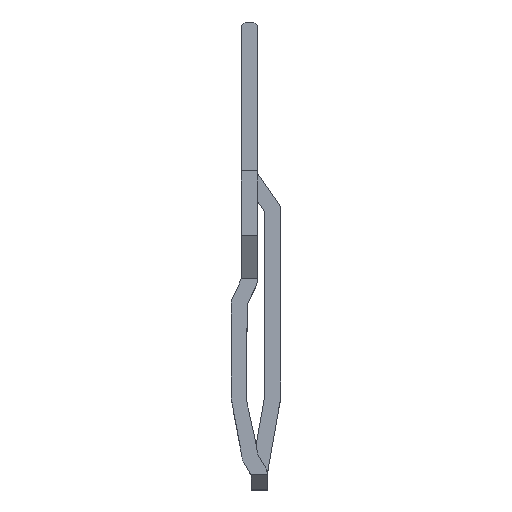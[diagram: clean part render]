
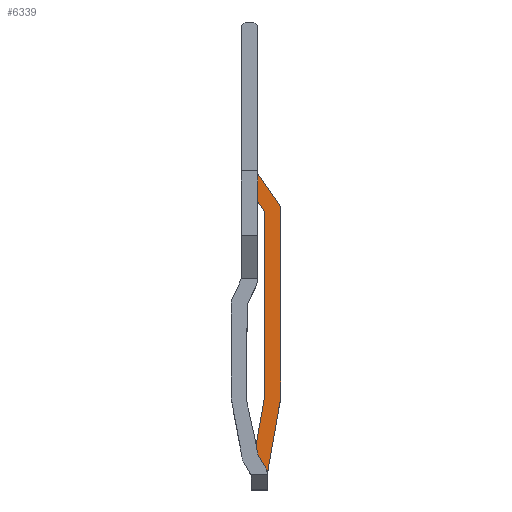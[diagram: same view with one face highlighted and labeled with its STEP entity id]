
A CAD part, top view. The second image highlights one B-rep face of the part: STEP entity #6339.
In plain terms, the highlighted planar face has unit normal (0, 0, 1).
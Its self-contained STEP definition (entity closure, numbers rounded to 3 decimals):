
#1701=DIRECTION('',(0.,1.,0.));
#1702=VECTOR('',#1701,14.86);
#1703=CARTESIAN_POINT('',(-7.525,-29.212,18.7));
#1704=LINE('',#1703,#1702);
#2203=DIRECTION('',(0.,1.,0.));
#2204=VECTOR('',#2203,2.266);
#2205=CARTESIAN_POINT('',(-5.65,-32.3,18.7));
#2206=LINE('',#2205,#2204);
#2210=DIRECTION('',(0.574,-0.819,0.));
#2211=VECTOR('',#2210,2.859);
#2212=CARTESIAN_POINT('',(-7.29,-29.958,18.7));
#2213=LINE('',#2212,#2211);
#2217=CARTESIAN_POINT('',(-6.225,-29.212,18.7));
#2218=DIRECTION('',(0.,0.,1.));
#2219=DIRECTION('',(-1.,0.,0.));
#2220=AXIS2_PLACEMENT_3D('',#2217,#2218,#2219);
#2225=CARTESIAN_POINT('',(-6.225,-14.352,18.7));
#2226=DIRECTION('',(0.,0.,1.));
#2227=DIRECTION('',(-0.985,0.174,0.));
#2228=AXIS2_PLACEMENT_3D('',#2225,#2226,#2227);
#2233=DIRECTION('',(-0.174,-0.985,0.));
#2234=VECTOR('',#2233,6.221);
#2235=CARTESIAN_POINT('',(-6.425,-8.,18.7));
#2236=LINE('',#2235,#2234);
#2240=CARTESIAN_POINT('',(-5.125,-8.,18.7));
#2241=DIRECTION('',(0.,0.,-1.));
#2242=DIRECTION('',(-0.866,-0.5,0.));
#2243=AXIS2_PLACEMENT_3D('',#2240,#2241,#2242);
#2248=DIRECTION('',(-0.5,0.866,0.));
#2249=VECTOR('',#2248,1.182);
#2250=CARTESIAN_POINT('',(-5.66,-9.674,18.7));
#2251=LINE('',#2250,#2249);
#2255=DIRECTION('',(-0.156,0.988,0.));
#2256=VECTOR('',#2255,0.785);
#2257=CARTESIAN_POINT('',(-5.537,-10.45,18.7));
#2258=LINE('',#2257,#2256);
#2262=DIRECTION('',(0.174,0.985,0.));
#2263=VECTOR('',#2262,3.963);
#2264=CARTESIAN_POINT('',(-6.225,-14.352,18.7));
#2265=LINE('',#2264,#2263);
#2269=DIRECTION('',(0.,1.,0.));
#2270=VECTOR('',#2269,14.86);
#2271=CARTESIAN_POINT('',(-6.225,-29.212,18.7));
#2272=LINE('',#2271,#2270);
#2276=DIRECTION('',(-0.574,0.819,0.));
#2277=VECTOR('',#2276,1.002);
#2278=CARTESIAN_POINT('',(-5.65,-30.034,18.7));
#2279=LINE('',#2278,#2277);
#3494=CARTESIAN_POINT('',(-6.225,-14.352,18.7));
#3495=VERTEX_POINT('',#3494);
#3496=CARTESIAN_POINT('',(-5.537,-10.45,18.7));
#3497=VERTEX_POINT('',#3496);
#3500=CARTESIAN_POINT('',(-7.29,-29.958,18.7));
#3501=CARTESIAN_POINT('',(-5.65,-32.3,18.7));
#3502=VERTEX_POINT('',#3500);
#3503=VERTEX_POINT('',#3501);
#3504=CARTESIAN_POINT('',(-7.525,-29.212,18.7));
#3505=VERTEX_POINT('',#3504);
#3506=CARTESIAN_POINT('',(-7.525,-14.352,18.7));
#3507=VERTEX_POINT('',#3506);
#3508=CARTESIAN_POINT('',(-7.505,-14.126,18.7));
#3509=VERTEX_POINT('',#3508);
#3510=CARTESIAN_POINT('',(-6.425,-8.,18.7));
#3511=VERTEX_POINT('',#3510);
#3512=CARTESIAN_POINT('',(-6.251,-8.65,18.7));
#3513=VERTEX_POINT('',#3512);
#3514=CARTESIAN_POINT('',(-5.66,-9.674,18.7));
#3515=VERTEX_POINT('',#3514);
#3516=CARTESIAN_POINT('',(-6.225,-29.212,18.7));
#3517=VERTEX_POINT('',#3516);
#3518=CARTESIAN_POINT('',(-5.65,-30.034,18.7));
#3519=VERTEX_POINT('',#3518);
#6319=CARTESIAN_POINT('',(-6.875,-19.676,18.7));
#6320=DIRECTION('',(0.,0.,-1.));
#6321=DIRECTION('',(0.,1.,0.));
#6322=AXIS2_PLACEMENT_3D('',#6319,#6320,#6321);
#6323=PLANE('',#6322);
#6324=ORIENTED_EDGE('',*,*,#4708,.F.);
#6325=ORIENTED_EDGE('',*,*,#5846,.F.);
#6326=ORIENTED_EDGE('',*,*,#5825,.F.);
#6327=ORIENTED_EDGE('',*,*,#5803,.T.);
#6328=ORIENTED_EDGE('',*,*,#5781,.F.);
#6329=ORIENTED_EDGE('',*,*,#5759,.F.);
#6331=ORIENTED_EDGE('',*,*,#6330,.F.);
#6332=ORIENTED_EDGE('',*,*,#6303,.F.);
#6333=ORIENTED_EDGE('',*,*,#6286,.F.);
#6334=ORIENTED_EDGE('',*,*,#5943,.F.);
#6335=ORIENTED_EDGE('',*,*,#5921,.F.);
#6336=ORIENTED_EDGE('',*,*,#5900,.F.);
#6337=EDGE_LOOP('',(#6324,#6325,#6326,#6327,#6328,#6329,#6331,#6332,#6333,#6334,
#6335,#6336));
#6338=FACE_OUTER_BOUND('',#6337,.F.);
#2221=CIRCLE('',#2220,1.3);
#2229=CIRCLE('',#2228,1.3);
#2244=CIRCLE('',#2243,1.3);
#4708=EDGE_CURVE('',#3503,#3519,#2206,.T.);
#5759=EDGE_CURVE('',#3511,#3509,#2236,.T.);
#5781=EDGE_CURVE('',#3509,#3507,#2229,.T.);
#5803=EDGE_CURVE('',#3505,#3507,#1704,.T.);
#5825=EDGE_CURVE('',#3505,#3502,#2221,.T.);
#5846=EDGE_CURVE('',#3502,#3503,#2213,.T.);
#5900=EDGE_CURVE('',#3519,#3517,#2279,.T.);
#5921=EDGE_CURVE('',#3517,#3495,#2272,.T.);
#5943=EDGE_CURVE('',#3495,#3497,#2265,.T.);
#6286=EDGE_CURVE('',#3497,#3515,#2258,.T.);
#6303=EDGE_CURVE('',#3515,#3513,#2251,.T.);
#6330=EDGE_CURVE('',#3513,#3511,#2244,.T.);
#6339=ADVANCED_FACE('',(#6338),#6323,.F.);
